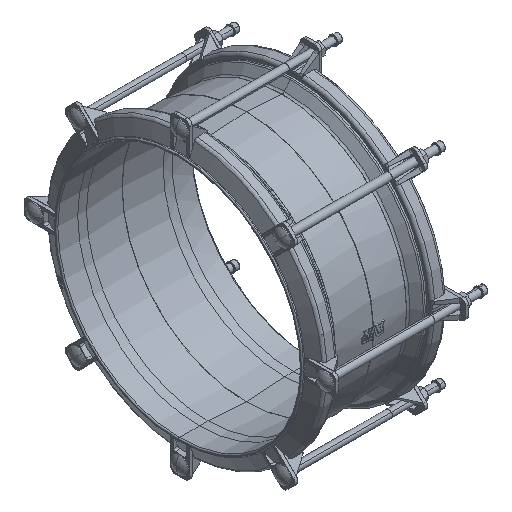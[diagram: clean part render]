
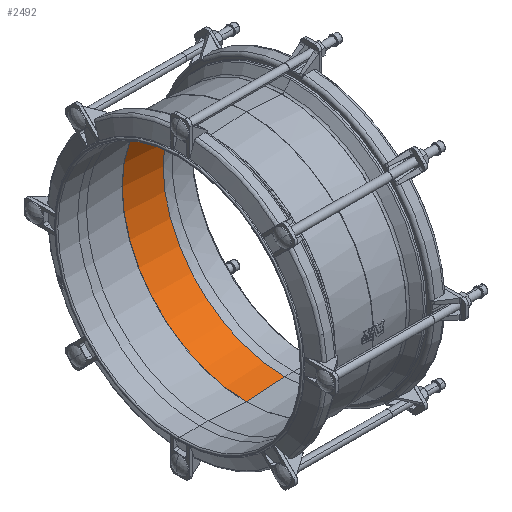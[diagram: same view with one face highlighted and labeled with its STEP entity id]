
A CAD part, isometric view. The second image highlights one B-rep face of the part: STEP entity #2492.
In plain terms, the highlighted conical face has half-angle 4 degrees and reference radius 206.5 mm.
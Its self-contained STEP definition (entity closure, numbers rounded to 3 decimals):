
#1746 = EDGE_CURVE ( 'NONE', #31078, #31035, #19664, .T. ) ;
#1748 = EDGE_CURVE ( 'NONE', #30974, #30846, #19663, .T. ) ;
#2492 = ADVANCED_FACE ( 'NONE', ( #33720 ), #33777, .F. ) ;
#7332 = CARTESIAN_POINT ( 'NONE',  ( 65.087, 0., 0. ) ) ;
#7333 = DIRECTION ( 'NONE',  ( 1., 0., 0. ) ) ;
#7334 = DIRECTION ( 'NONE',  ( 0., 0., -1. ) ) ;
#7368 = CARTESIAN_POINT ( 'NONE',  ( 0.209, 0., 0. ) ) ;
#7369 = DIRECTION ( 'NONE',  ( 1., 0., 0. ) ) ;
#7370 = DIRECTION ( 'NONE',  ( 0., 0., -1. ) ) ;
#11388 = LINE ( 'NONE', #21948, #11391 ) ;
#11391 = VECTOR ( 'NONE', #21940, 1000. ) ;
#17558 = AXIS2_PLACEMENT_3D ( 'NONE', #37377, #37374, #37369 ) ;
#19663 = CIRCLE ( 'NONE', #21836, 211.037 ) ;
#19664 = CIRCLE ( 'NONE', #21835, 206.5 ) ;
#21835 = AXIS2_PLACEMENT_3D ( 'NONE', #7332, #7333, #7334 ) ;
#21836 = AXIS2_PLACEMENT_3D ( 'NONE', #7368, #7369, #7370 ) ;
#21940 = DIRECTION ( 'NONE',  ( -0.998, 0., -0.07 ) ) ;
#21948 = CARTESIAN_POINT ( 'NONE',  ( 65.087, 0., -206.5 ) ) ;
#22391 = EDGE_CURVE ( 'NONE', #31078, #30974, #11388, .T. ) ;
#22614 = EDGE_CURVE ( 'NONE', #31035, #30846, #40992, .T. ) ;
#23674 = EDGE_LOOP ( 'NONE', ( #30711, #30712, #30713, #30714 ) ) ;
#30711 = ORIENTED_EDGE ( 'NONE', *, *, #22391, .F. ) ;
#30712 = ORIENTED_EDGE ( 'NONE', *, *, #1746, .T. ) ;
#30713 = ORIENTED_EDGE ( 'NONE', *, *, #22614, .T. ) ;
#30714 = ORIENTED_EDGE ( 'NONE', *, *, #1748, .F. ) ;
#30846 = VERTEX_POINT ( 'NONE', #45375 ) ;
#30974 = VERTEX_POINT ( 'NONE', #47225 ) ;
#31035 = VERTEX_POINT ( 'NONE', #47286 ) ;
#31078 = VERTEX_POINT ( 'NONE', #47329 ) ;
#33720 = FACE_OUTER_BOUND ( 'NONE', #23674, .T. ) ;
#33777 = CONICAL_SURFACE ( 'NONE', #17558, 206.5, 0.07 ) ;
#37369 = DIRECTION ( 'NONE',  ( 0., 0., 1. ) ) ;
#37374 = DIRECTION ( 'NONE',  ( -1., 0., 0. ) ) ;
#37377 = CARTESIAN_POINT ( 'NONE',  ( 65.087, 0., 0. ) ) ;
#40992 = LINE ( 'NONE', #42624, #41001 ) ;
#41001 = VECTOR ( 'NONE', #42580, 1000. ) ;
#42580 = DIRECTION ( 'NONE',  ( -0.998, 0., 0.07 ) ) ;
#42624 = CARTESIAN_POINT ( 'NONE',  ( 65.087, 0., 206.5 ) ) ;
#45375 = CARTESIAN_POINT ( 'NONE',  ( 0.209, 0., 211.037 ) ) ;
#47225 = CARTESIAN_POINT ( 'NONE',  ( 0.209, 0., -211.037 ) ) ;
#47286 = CARTESIAN_POINT ( 'NONE',  ( 65.087, 0., 206.5 ) ) ;
#47329 = CARTESIAN_POINT ( 'NONE',  ( 65.087, 0., -206.5 ) ) ;
